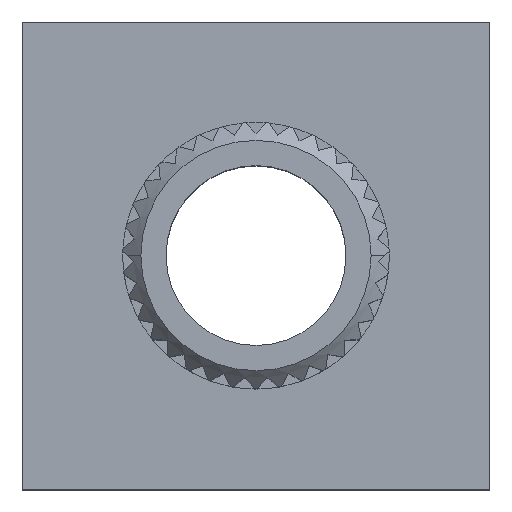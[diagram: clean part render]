
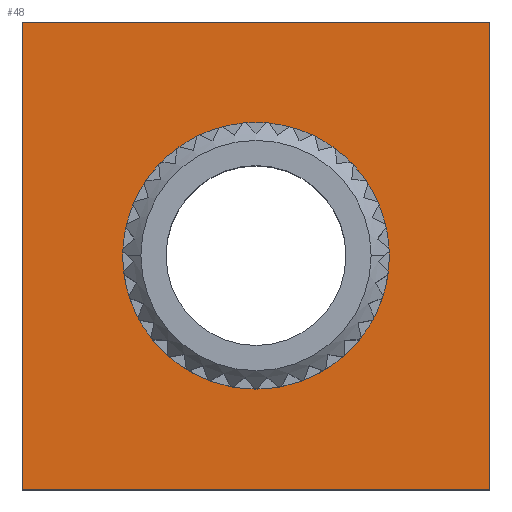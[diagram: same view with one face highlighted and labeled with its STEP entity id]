
A CAD part, top view. The second image highlights one B-rep face of the part: STEP entity #48.
In plain terms, the highlighted planar face has unit normal (0, 0, 1).
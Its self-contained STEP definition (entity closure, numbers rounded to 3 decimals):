
#48 = ADVANCED_FACE ( 'NONE', ( #987, #991 ), #2515, .T. ) ;
#56 = EDGE_CURVE ( 'NONE', #3057, #3088, #210, .T. ) ;
#209 = AXIS2_PLACEMENT_3D ( 'NONE', #2512, #2508, #2504 ) ;
#210 = CIRCLE ( 'NONE', #219, 3.7 ) ;
#219 = AXIS2_PLACEMENT_3D ( 'NONE', #2370, #2365, #2360 ) ;
#722 = CARTESIAN_POINT ( 'NONE',  ( 6.5, 6.5, 2. ) ) ;
#724 = CARTESIAN_POINT ( 'NONE',  ( 6.5, -6.5, 2. ) ) ;
#726 = CARTESIAN_POINT ( 'NONE',  ( -6.5, 6.5, 2. ) ) ;
#734 = CARTESIAN_POINT ( 'NONE',  ( -6.5, -6.5, 2. ) ) ;
#769 = CARTESIAN_POINT ( 'NONE',  ( 3.7, 0., 2. ) ) ;
#798 = CARTESIAN_POINT ( 'NONE',  ( -3.7, 0., 2. ) ) ;
#987 = FACE_OUTER_BOUND ( 'NONE', #3146, .T. ) ;
#991 = FACE_BOUND ( 'NONE', #3141, .T. ) ;
#1521 = ORIENTED_EDGE ( 'NONE', *, *, #4057, .T. ) ;
#1522 = ORIENTED_EDGE ( 'NONE', *, *, #4058, .T. ) ;
#1523 = ORIENTED_EDGE ( 'NONE', *, *, #4059, .T. ) ;
#1524 = ORIENTED_EDGE ( 'NONE', *, *, #4060, .T. ) ;
#1525 = ORIENTED_EDGE ( 'NONE', *, *, #4061, .F. ) ;
#1526 = ORIENTED_EDGE ( 'NONE', *, *, #56, .F. ) ;
#1767 = LINE ( 'NONE', #1779, #3925 ) ;
#1775 = LINE ( 'NONE', #1777, #4008 ) ;
#1777 = CARTESIAN_POINT ( 'NONE',  ( -6.5, 6.5, 2. ) ) ;
#1778 = DIRECTION ( 'NONE',  ( 0., -1., 0. ) ) ;
#1779 = CARTESIAN_POINT ( 'NONE',  ( -6.5, -6.5, 2. ) ) ;
#1780 = DIRECTION ( 'NONE',  ( 1., 0., 0. ) ) ;
#1781 = LINE ( 'NONE', #1782, #4010 ) ;
#1782 = CARTESIAN_POINT ( 'NONE',  ( 6.5, 6.5, 2. ) ) ;
#1783 = DIRECTION ( 'NONE',  ( 0., 1., 0. ) ) ;
#1784 = LINE ( 'NONE', #1785, #4011 ) ;
#1785 = CARTESIAN_POINT ( 'NONE',  ( -6.5, 6.5, 2. ) ) ;
#1786 = DIRECTION ( 'NONE',  ( -1., 0., 0. ) ) ;
#1789 = CARTESIAN_POINT ( 'NONE',  ( 0., 0., 2. ) ) ;
#1790 = DIRECTION ( 'NONE',  ( 0., 0., 1. ) ) ;
#1791 = DIRECTION ( 'NONE',  ( 1., 0., 0. ) ) ;
#2360 = DIRECTION ( 'NONE',  ( 1., 0., 0. ) ) ;
#2365 = DIRECTION ( 'NONE',  ( 0., 0., 1. ) ) ;
#2370 = CARTESIAN_POINT ( 'NONE',  ( 0., 0., 2. ) ) ;
#2504 = DIRECTION ( 'NONE',  ( 1., 0., 0. ) ) ;
#2508 = DIRECTION ( 'NONE',  ( 0., 0., 1. ) ) ;
#2512 = CARTESIAN_POINT ( 'NONE',  ( -6.5, 6.5, 2. ) ) ;
#2515 = PLANE ( 'NONE',  #209 ) ;
#3006 = VERTEX_POINT ( 'NONE', #722 ) ;
#3009 = VERTEX_POINT ( 'NONE', #724 ) ;
#3011 = VERTEX_POINT ( 'NONE', #726 ) ;
#3020 = VERTEX_POINT ( 'NONE', #734 ) ;
#3057 = VERTEX_POINT ( 'NONE', #769 ) ;
#3088 = VERTEX_POINT ( 'NONE', #798 ) ;
#3141 = EDGE_LOOP ( 'NONE', ( #1525, #1526 ) ) ;
#3146 = EDGE_LOOP ( 'NONE', ( #1521, #1522, #1523, #1524 ) ) ;
#3925 = VECTOR ( 'NONE', #1780, 1000. ) ;
#4008 = VECTOR ( 'NONE', #1778, 1000. ) ;
#4010 = VECTOR ( 'NONE', #1783, 1000. ) ;
#4011 = VECTOR ( 'NONE', #1786, 1000. ) ;
#4012 = CIRCLE ( 'NONE', #4014, 3.7 ) ;
#4014 = AXIS2_PLACEMENT_3D ( 'NONE', #1789, #1790, #1791 ) ;
#4057 = EDGE_CURVE ( 'NONE', #3011, #3020, #1775, .T. ) ;
#4058 = EDGE_CURVE ( 'NONE', #3020, #3009, #1767, .T. ) ;
#4059 = EDGE_CURVE ( 'NONE', #3009, #3006, #1781, .T. ) ;
#4060 = EDGE_CURVE ( 'NONE', #3006, #3011, #1784, .T. ) ;
#4061 = EDGE_CURVE ( 'NONE', #3088, #3057, #4012, .T. ) ;
